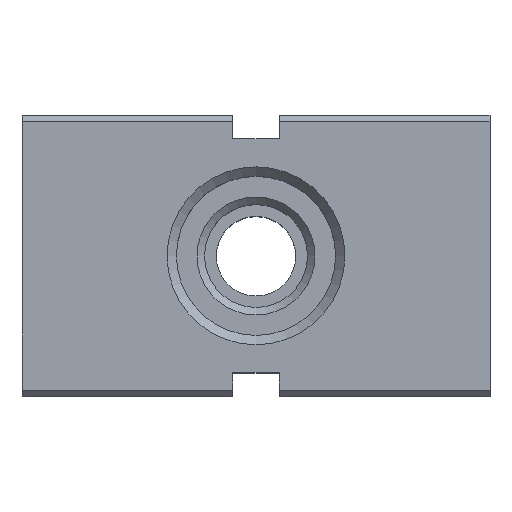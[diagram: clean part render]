
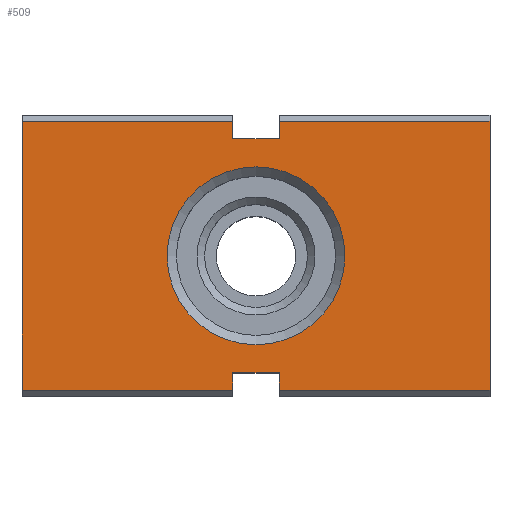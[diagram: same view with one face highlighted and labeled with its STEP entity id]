
A CAD part, top view. The second image highlights one B-rep face of the part: STEP entity #509.
In plain terms, the highlighted planar face has unit normal (0, 0, 1).
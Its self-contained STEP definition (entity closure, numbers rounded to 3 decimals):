
#509 = ADVANCED_FACE( '', ( #1324, #1325 ), #1326, .F. );
#1324 = FACE_BOUND( '', #2470, .T. );
#1325 = FACE_OUTER_BOUND( '', #2471, .T. );
#1326 = PLANE( '', #2472 );
#2470 = EDGE_LOOP( '', ( #4026 ) );
#2471 = EDGE_LOOP( '', ( #4027, #4028, #4029, #4030, #4031, #4032, #4033, #4034, #4035, #4036, #4037, #4038 ) );
#2472 = AXIS2_PLACEMENT_3D( '', #4039, #4040, #4041 );
#4026 = ORIENTED_EDGE( '', *, *, #7440, .T. );
#4027 = ORIENTED_EDGE( '', *, *, #7511, .F. );
#4028 = ORIENTED_EDGE( '', *, *, #7512, .F. );
#4029 = ORIENTED_EDGE( '', *, *, #7513, .F. );
#4030 = ORIENTED_EDGE( '', *, *, #7514, .T. );
#4031 = ORIENTED_EDGE( '', *, *, #7515, .T. );
#4032 = ORIENTED_EDGE( '', *, *, #7516, .F. );
#4033 = ORIENTED_EDGE( '', *, *, #7517, .F. );
#4034 = ORIENTED_EDGE( '', *, *, #7116, .F. );
#4035 = ORIENTED_EDGE( '', *, *, #7518, .T. );
#4036 = ORIENTED_EDGE( '', *, *, #7399, .T. );
#4037 = ORIENTED_EDGE( '', *, *, #7519, .F. );
#4038 = ORIENTED_EDGE( '', *, *, #7495, .F. );
#4039 = CARTESIAN_POINT( '', ( -25., 15., 25. ) );
#4040 = DIRECTION( '', ( 0., 0., -1. ) );
#4041 = DIRECTION( '', ( -1., 0., 0. ) );
#7116 = EDGE_CURVE( '', #8566, #8567, #8568, .T. );
#7399 = EDGE_CURVE( '', #9091, #9089, #9092, .T. );
#7440 = EDGE_CURVE( '', #9168, #9168, #9169, .T. );
#7495 = EDGE_CURVE( '', #9272, #9274, #9275, .T. );
#7511 = EDGE_CURVE( '', #9299, #9272, #9300, .T. );
#7512 = EDGE_CURVE( '', #9301, #9299, #9302, .T. );
#7513 = EDGE_CURVE( '', #9303, #9301, #9304, .T. );
#7514 = EDGE_CURVE( '', #9303, #9305, #9306, .T. );
#7515 = EDGE_CURVE( '', #9305, #9307, #9308, .T. );
#7516 = EDGE_CURVE( '', #9309, #9307, #9310, .T. );
#7517 = EDGE_CURVE( '', #8567, #9309, #9311, .T. );
#7518 = EDGE_CURVE( '', #8566, #9091, #9312, .T. );
#7519 = EDGE_CURVE( '', #9274, #9089, #9313, .T. );
#8566 = VERTEX_POINT( '', #10725 );
#8567 = VERTEX_POINT( '', #10726 );
#8568 = LINE( '', #10727, #10728 );
#9089 = VERTEX_POINT( '', #11479 );
#9091 = VERTEX_POINT( '', #11482 );
#9092 = LINE( '', #11483, #11484 );
#9168 = VERTEX_POINT( '', #11597 );
#9169 = CIRCLE( '', #11598, 9.5 );
#9272 = VERTEX_POINT( '', #11751 );
#9274 = VERTEX_POINT( '', #11754 );
#9275 = LINE( '', #11755, #11756 );
#9299 = VERTEX_POINT( '', #11789 );
#9300 = LINE( '', #11790, #11791 );
#9301 = VERTEX_POINT( '', #11792 );
#9302 = LINE( '', #11793, #11794 );
#9303 = VERTEX_POINT( '', #11795 );
#9304 = LINE( '', #11796, #11797 );
#9305 = VERTEX_POINT( '', #11798 );
#9306 = LINE( '', #11799, #11800 );
#9307 = VERTEX_POINT( '', #11801 );
#9308 = LINE( '', #11802, #11803 );
#9309 = VERTEX_POINT( '', #11804 );
#9310 = LINE( '', #11805, #11806 );
#9311 = LINE( '', #11807, #11808 );
#9312 = LINE( '', #11809, #11810 );
#9313 = LINE( '', #11811, #11812 );
#10725 = CARTESIAN_POINT( '', ( -2.5, 14.35, 25. ) );
#10726 = CARTESIAN_POINT( '', ( -2.5, 12.5, 25. ) );
#10727 = CARTESIAN_POINT( '', ( -2.5, 15., 25. ) );
#10728 = VECTOR( '', #13843, 1000. );
#11479 = CARTESIAN_POINT( '', ( -25., -14.35, 25. ) );
#11482 = CARTESIAN_POINT( '', ( -25., 14.35, 25. ) );
#11483 = CARTESIAN_POINT( '', ( -25., 15., 25. ) );
#11484 = VECTOR( '', #14144, 1000. );
#11597 = CARTESIAN_POINT( '', ( -9.5, 0., 25. ) );
#11598 = AXIS2_PLACEMENT_3D( '', #14188, #14189, #14190 );
#11751 = CARTESIAN_POINT( '', ( -2.5, -12.5, 25. ) );
#11754 = CARTESIAN_POINT( '', ( -2.5, -14.35, 25. ) );
#11755 = CARTESIAN_POINT( '', ( -2.5, -12.5, 25. ) );
#11756 = VECTOR( '', #14242, 1000. );
#11789 = CARTESIAN_POINT( '', ( 2.5, -12.5, 25. ) );
#11790 = CARTESIAN_POINT( '', ( 2.5, -12.5, 25. ) );
#11791 = VECTOR( '', #14258, 1000. );
#11792 = CARTESIAN_POINT( '', ( 2.5, -14.35, 25. ) );
#11793 = CARTESIAN_POINT( '', ( 2.5, -15., 25. ) );
#11794 = VECTOR( '', #14259, 1000. );
#11795 = CARTESIAN_POINT( '', ( 25., -14.35, 25. ) );
#11796 = CARTESIAN_POINT( '', ( 25., -14.35, 25. ) );
#11797 = VECTOR( '', #14260, 1000. );
#11798 = CARTESIAN_POINT( '', ( 25., 14.35, 25. ) );
#11799 = CARTESIAN_POINT( '', ( 25., -15., 25. ) );
#11800 = VECTOR( '', #14261, 1000. );
#11801 = CARTESIAN_POINT( '', ( 2.5, 14.35, 25. ) );
#11802 = CARTESIAN_POINT( '', ( 25., 14.35, 25. ) );
#11803 = VECTOR( '', #14262, 1000. );
#11804 = CARTESIAN_POINT( '', ( 2.5, 12.5, 25. ) );
#11805 = CARTESIAN_POINT( '', ( 2.5, 12.5, 25. ) );
#11806 = VECTOR( '', #14263, 1000. );
#11807 = CARTESIAN_POINT( '', ( -2.5, 12.5, 25. ) );
#11808 = VECTOR( '', #14264, 1000. );
#11809 = CARTESIAN_POINT( '', ( 25., 14.35, 25. ) );
#11810 = VECTOR( '', #14265, 1000. );
#11811 = CARTESIAN_POINT( '', ( 25., -14.35, 25. ) );
#11812 = VECTOR( '', #14266, 1000. );
#13843 = DIRECTION( '', ( 0., -1., 0. ) );
#14144 = DIRECTION( '', ( 0., -1., 0. ) );
#14188 = CARTESIAN_POINT( '', ( 0., 0., 25. ) );
#14189 = DIRECTION( '', ( 0., 0., -1. ) );
#14190 = DIRECTION( '', ( -1., 0., 0. ) );
#14242 = DIRECTION( '', ( 0., -1., 0. ) );
#14258 = DIRECTION( '', ( -1., 0., 0. ) );
#14259 = DIRECTION( '', ( 0., 1., 0. ) );
#14260 = DIRECTION( '', ( -1., 0., 0. ) );
#14261 = DIRECTION( '', ( 0., 1., 0. ) );
#14262 = DIRECTION( '', ( -1., 0., 0. ) );
#14263 = DIRECTION( '', ( 0., 1., 0. ) );
#14264 = DIRECTION( '', ( 1., 0., 0. ) );
#14265 = DIRECTION( '', ( -1., 0., 0. ) );
#14266 = DIRECTION( '', ( -1., 0., 0. ) );
